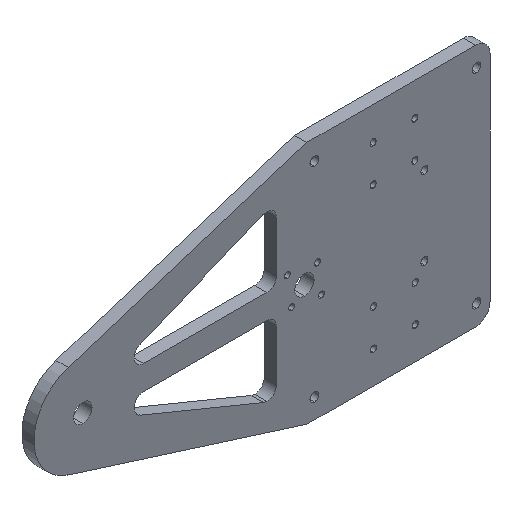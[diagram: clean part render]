
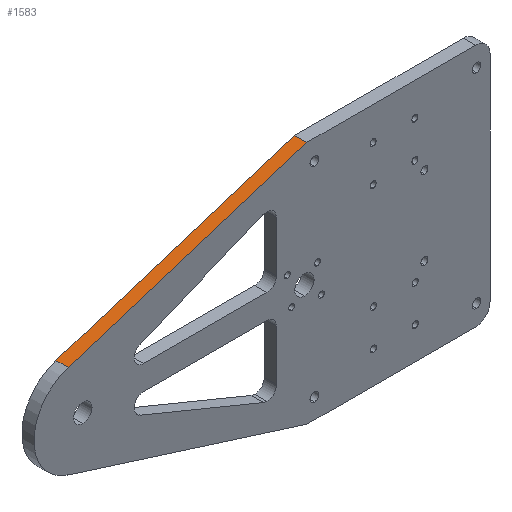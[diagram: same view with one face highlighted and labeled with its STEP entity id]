
A CAD part, isometric view. The second image highlights one B-rep face of the part: STEP entity #1583.
In plain terms, the highlighted planar face has unit normal (-0.301, 0, 0.954).
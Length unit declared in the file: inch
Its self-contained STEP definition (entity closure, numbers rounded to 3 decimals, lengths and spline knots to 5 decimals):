
#34 = VECTOR ( 'NONE', #1531, 39.37008 ) ;
#62 = VECTOR ( 'NONE', #716, 39.37008 ) ;
#81 = VERTEX_POINT ( 'NONE', #857 ) ;
#125 = EDGE_LOOP ( 'NONE', ( #1597, #733, #2018, #245 ) ) ;
#158 = EDGE_CURVE ( 'NONE', #610, #223, #1187, .T. ) ;
#218 = DIRECTION ( 'NONE',  ( 0.954, 0., 0.301 ) ) ;
#223 = VERTEX_POINT ( 'NONE', #1154 ) ;
#245 = ORIENTED_EDGE ( 'NONE', *, *, #1293, .F. ) ;
#348 = LINE ( 'NONE', #1578, #546 ) ;
#364 = CARTESIAN_POINT ( 'NONE',  ( -1.875, 0.25, 2.5 ) ) ;
#538 = LINE ( 'NONE', #1056, #62 ) ;
#546 = VECTOR ( 'NONE', #1412, 39.37008 ) ;
#558 = VECTOR ( 'NONE', #1507, 39.37008 ) ;
#594 = CARTESIAN_POINT ( 'NONE',  ( -1.875, 0., 2.5 ) ) ;
#610 = VERTEX_POINT ( 'NONE', #1477 ) ;
#695 = EDGE_CURVE ( 'NONE', #81, #719, #348, .T. ) ;
#716 = DIRECTION ( 'NONE',  ( 0., 1., 0. ) ) ;
#719 = VERTEX_POINT ( 'NONE', #364 ) ;
#733 = ORIENTED_EDGE ( 'NONE', *, *, #939, .F. ) ;
#754 = DIRECTION ( 'NONE',  ( -0.301, 0., 0.954 ) ) ;
#765 = FACE_OUTER_BOUND ( 'NONE', #125, .T. ) ;
#779 = PLANE ( 'NONE',  #1764 ) ;
#824 = CARTESIAN_POINT ( 'NONE',  ( -1.875, 0.25, 2.5 ) ) ;
#857 = CARTESIAN_POINT ( 'NONE',  ( -6.76835, 0.25, 0.95351 ) ) ;
#939 = EDGE_CURVE ( 'NONE', #610, #81, #538, .T. ) ;
#1056 = CARTESIAN_POINT ( 'NONE',  ( -6.76835, 0., 0.95351 ) ) ;
#1154 = CARTESIAN_POINT ( 'NONE',  ( -1.875, 0., 2.5 ) ) ;
#1187 = LINE ( 'NONE', #1354, #558 ) ;
#1293 = EDGE_CURVE ( 'NONE', #719, #223, #1543, .T. ) ;
#1354 = CARTESIAN_POINT ( 'NONE',  ( -1.875, 0., 2.5 ) ) ;
#1412 = DIRECTION ( 'NONE',  ( 0.954, 0., 0.301 ) ) ;
#1477 = CARTESIAN_POINT ( 'NONE',  ( -6.76835, 0., 0.95351 ) ) ;
#1507 = DIRECTION ( 'NONE',  ( 0.954, 0., 0.301 ) ) ;
#1531 = DIRECTION ( 'NONE',  ( 0., -1., 0. ) ) ;
#1543 = LINE ( 'NONE', #824, #34 ) ;
#1578 = CARTESIAN_POINT ( 'NONE',  ( -1.875, 0.25, 2.5 ) ) ;
#1583 = ADVANCED_FACE ( 'NONE', ( #765 ), #779, .T. ) ;
#1597 = ORIENTED_EDGE ( 'NONE', *, *, #695, .F. ) ;
#1764 = AXIS2_PLACEMENT_3D ( 'NONE', #594, #754, #218 ) ;
#2018 = ORIENTED_EDGE ( 'NONE', *, *, #158, .T. ) ;
